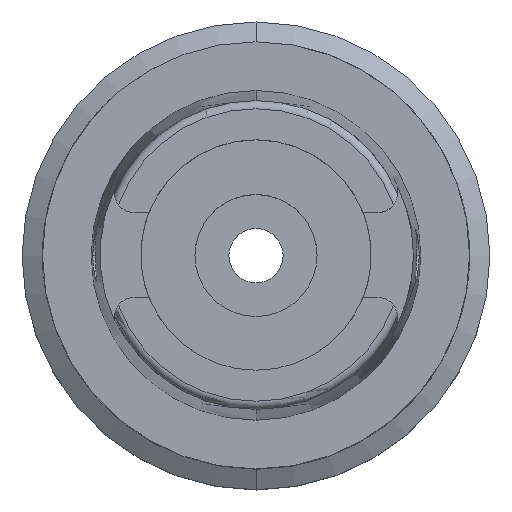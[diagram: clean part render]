
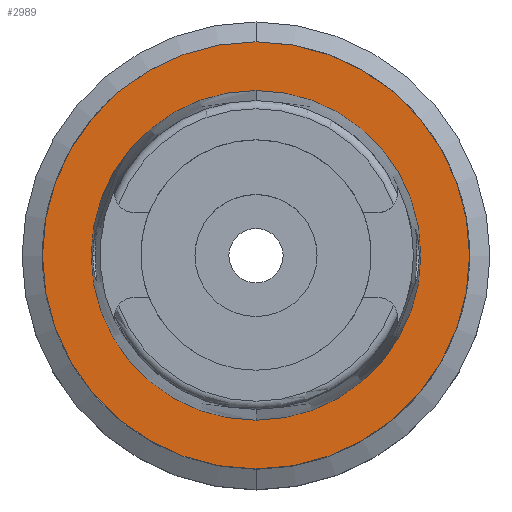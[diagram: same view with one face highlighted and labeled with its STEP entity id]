
A CAD part, top view. The second image highlights one B-rep face of the part: STEP entity #2989.
In plain terms, the highlighted planar face has unit normal (0, 0, 1).
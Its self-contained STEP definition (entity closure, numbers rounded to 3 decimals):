
#618=CARTESIAN_POINT('',(0.,0.,0.));
#619=DIRECTION('',(0.,0.,-1.));
#620=DIRECTION('',(0.,-1.,0.));
#621=AXIS2_PLACEMENT_3D('',#618,#619,#620);
#626=CARTESIAN_POINT('',(0.,0.,0.));
#627=DIRECTION('',(0.,0.,-1.));
#628=DIRECTION('',(0.,1.,0.));
#629=AXIS2_PLACEMENT_3D('',#626,#627,#628);
#634=CARTESIAN_POINT('',(0.,0.,0.));
#635=DIRECTION('',(0.,0.,1.));
#636=DIRECTION('',(0.,-1.,0.));
#637=AXIS2_PLACEMENT_3D('',#634,#635,#636);
#642=CARTESIAN_POINT('',(0.,0.,0.));
#643=DIRECTION('',(0.,0.,1.));
#644=DIRECTION('',(0.,1.,0.));
#645=AXIS2_PLACEMENT_3D('',#642,#643,#644);
#2333=CARTESIAN_POINT('',(0.,-24.315,0.));
#2334=VERTEX_POINT('',#2333);
#2335=CARTESIAN_POINT('',(0.,24.315,0.));
#2336=VERTEX_POINT('',#2335);
#2603=CARTESIAN_POINT('',(0.,31.5,0.));
#2604=VERTEX_POINT('',#2603);
#2605=CARTESIAN_POINT('',(0.,-31.5,0.));
#2606=VERTEX_POINT('',#2605);
#2974=CARTESIAN_POINT('',(0.,0.,0.));
#2975=DIRECTION('',(0.,0.,1.));
#2976=DIRECTION('',(0.,1.,0.));
#2977=AXIS2_PLACEMENT_3D('',#2974,#2975,#2976);
#2978=PLANE('',#2977);
#2980=ORIENTED_EDGE('',*,*,#2979,.T.);
#2982=ORIENTED_EDGE('',*,*,#2981,.T.);
#2983=EDGE_LOOP('',(#2980,#2982));
#2984=FACE_OUTER_BOUND('',#2983,.F.);
#2985=ORIENTED_EDGE('',*,*,#2932,.T.);
#2986=ORIENTED_EDGE('',*,*,#2725,.T.);
#2987=EDGE_LOOP('',(#2985,#2986));
#2988=FACE_BOUND('',#2987,.F.);
#622=CIRCLE('',#621,31.5);
#630=CIRCLE('',#629,31.5);
#638=CIRCLE('',#637,24.315);
#646=CIRCLE('',#645,24.315);
#2725=EDGE_CURVE('',#2336,#2334,#646,.T.);
#2932=EDGE_CURVE('',#2334,#2336,#638,.T.);
#2979=EDGE_CURVE('',#2606,#2604,#622,.T.);
#2981=EDGE_CURVE('',#2604,#2606,#630,.T.);
#2989=ADVANCED_FACE('',(#2984,#2988),#2978,.T.);
